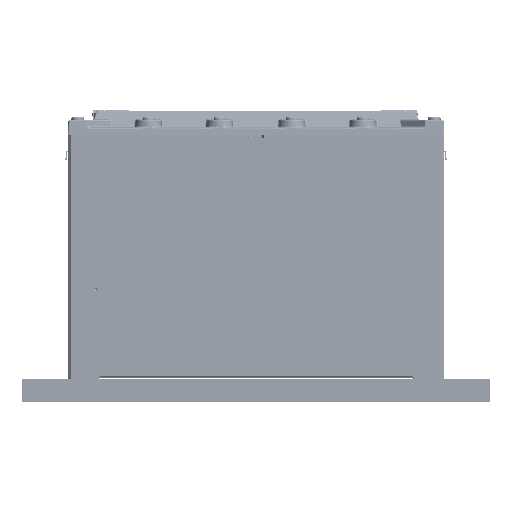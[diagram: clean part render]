
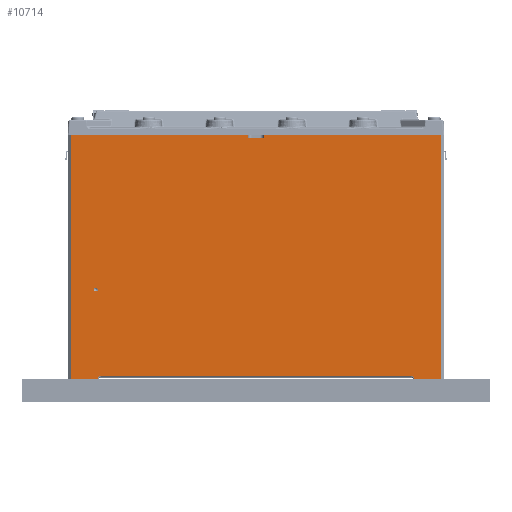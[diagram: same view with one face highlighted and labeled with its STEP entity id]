
A CAD part, left-side view. The second image highlights one B-rep face of the part: STEP entity #10714.
In plain terms, the highlighted planar face has unit normal (-1, 0, 0).
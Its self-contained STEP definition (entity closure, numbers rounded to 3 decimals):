
#779 = LINE ( 'NONE', #45698, #25188 ) ;
#1768 = VERTEX_POINT ( 'NONE', #38768 ) ;
#3716 = CIRCLE ( 'NONE', #19928, 5. ) ;
#3875 = DIRECTION ( 'NONE',  ( 0., -1., 0. ) ) ;
#4823 = CARTESIAN_POINT ( 'NONE',  ( -180., 236., -43. ) ) ;
#5989 = CARTESIAN_POINT ( 'NONE',  ( -180., 240., -312.5 ) ) ;
#6627 = ORIENTED_EDGE ( 'NONE', *, *, #89159, .F. ) ;
#7673 = VERTEX_POINT ( 'NONE', #60712 ) ;
#8301 = EDGE_CURVE ( 'NONE', #94575, #39100, #37156, .T. ) ;
#8862 = VERTEX_POINT ( 'NONE', #23875 ) ;
#10714 = ADVANCED_FACE ( 'NONE', ( #59791, #53987 ), #51431, .T. ) ;
#11960 = VERTEX_POINT ( 'NONE', #114195 ) ;
#12277 = DIRECTION ( 'NONE',  ( -1., 0., 0. ) ) ;
#12764 = VECTOR ( 'NONE', #71749, 1000. ) ;
#14452 = CARTESIAN_POINT ( 'NONE',  ( -180., -236., -43. ) ) ;
#14893 = LINE ( 'NONE', #76217, #60842 ) ;
#15134 = AXIS2_PLACEMENT_3D ( 'NONE', #67255, #12277, #76481 ) ;
#16792 = CARTESIAN_POINT ( 'NONE',  ( -180., 10., -5.5 ) ) ;
#16863 = LINE ( 'NONE', #60028, #114507 ) ;
#18407 = DIRECTION ( 'NONE',  ( 0., 0., 1. ) ) ;
#18911 = CARTESIAN_POINT ( 'NONE',  ( -180., -10., -5.5 ) ) ;
#19928 = AXIS2_PLACEMENT_3D ( 'NONE', #45194, #109446, #54416 ) ;
#21250 = DIRECTION ( 'NONE',  ( 0., 0., 1. ) ) ;
#21871 = CARTESIAN_POINT ( 'NONE',  ( -180., 203.958, -198.974 ) ) ;
#23677 = DIRECTION ( 'NONE',  ( 0., 0., 1. ) ) ;
#23875 = CARTESIAN_POINT ( 'NONE',  ( -180., 197., -308.5 ) ) ;
#24627 = DIRECTION ( 'NONE',  ( 0., -1., 0. ) ) ;
#25188 = VECTOR ( 'NONE', #18407, 1000. ) ;
#25830 = EDGE_CURVE ( 'NONE', #57763, #117907, #96003, .T. ) ;
#28095 = ORIENTED_EDGE ( 'NONE', *, *, #52782, .T. ) ;
#30625 = LINE ( 'NONE', #5989, #43568 ) ;
#31083 = DIRECTION ( 'NONE',  ( 0., 0., 1. ) ) ;
#32434 = VERTEX_POINT ( 'NONE', #75015 ) ;
#32737 = DIRECTION ( 'NONE',  ( 1., 0., 0. ) ) ;
#33248 = DIRECTION ( 'NONE',  ( 0., 1., 0. ) ) ;
#33865 = CARTESIAN_POINT ( 'NONE',  ( -180., 236., -2.5 ) ) ;
#37156 = LINE ( 'NONE', #16792, #12764 ) ;
#38768 = CARTESIAN_POINT ( 'NONE',  ( -180., 203.958, -196.474 ) ) ;
#39100 = VERTEX_POINT ( 'NONE', #18911 ) ;
#43568 = VECTOR ( 'NONE', #33248, 1000. ) ;
#44170 = ORIENTED_EDGE ( 'NONE', *, *, #54708, .T. ) ;
#44434 = VERTEX_POINT ( 'NONE', #69039 ) ;
#44554 = LINE ( 'NONE', #89327, #114934 ) ;
#45194 = CARTESIAN_POINT ( 'NONE',  ( -180., -197., -313.5 ) ) ;
#45672 = VECTOR ( 'NONE', #23677, 1000. ) ;
#45698 = CARTESIAN_POINT ( 'NONE',  ( -180., -10., -5.5 ) ) ;
#46439 = EDGE_CURVE ( 'NONE', #94575, #102713, #14893, .T. ) ;
#46712 = EDGE_CURVE ( 'NONE', #58880, #44434, #30625, .T. ) ;
#49185 = CIRCLE ( 'NONE', #15134, 2.5 ) ;
#51430 = LINE ( 'NONE', #14452, #45672 ) ;
#51431 = PLANE ( 'NONE',  #63396 ) ;
#51836 = DIRECTION ( 'NONE',  ( 0., 0., 1. ) ) ;
#52782 = EDGE_CURVE ( 'NONE', #8862, #7673, #55410, .T. ) ;
#53638 = ORIENTED_EDGE ( 'NONE', *, *, #77854, .F. ) ;
#53657 = CARTESIAN_POINT ( 'NONE',  ( -180., 10., -2.5 ) ) ;
#53987 = FACE_BOUND ( 'NONE', #54963, .T. ) ;
#54087 = CARTESIAN_POINT ( 'NONE',  ( -180., -236., -312.5 ) ) ;
#54416 = DIRECTION ( 'NONE',  ( 0., 0., 1. ) ) ;
#54708 = EDGE_CURVE ( 'NONE', #58880, #77805, #51430, .T. ) ;
#54963 = EDGE_LOOP ( 'NONE', ( #6627, #53638 ) ) ;
#55410 = LINE ( 'NONE', #91273, #76950 ) ;
#57763 = VERTEX_POINT ( 'NONE', #69247 ) ;
#58880 = VERTEX_POINT ( 'NONE', #54087 ) ;
#59791 = FACE_OUTER_BOUND ( 'NONE', #70456, .T. ) ;
#60028 = CARTESIAN_POINT ( 'NONE',  ( -180., 236., -2.5 ) ) ;
#60712 = CARTESIAN_POINT ( 'NONE',  ( -180., -197., -308.5 ) ) ;
#60842 = VECTOR ( 'NONE', #21250, 1000. ) ;
#63396 = AXIS2_PLACEMENT_3D ( 'NONE', #97568, #106844, #51836 ) ;
#66814 = ORIENTED_EDGE ( 'NONE', *, *, #25830, .T. ) ;
#67255 = CARTESIAN_POINT ( 'NONE',  ( -180., 203.958, -198.974 ) ) ;
#67648 = CIRCLE ( 'NONE', #82657, 5. ) ;
#68154 = ORIENTED_EDGE ( 'NONE', *, *, #84758, .F. ) ;
#68298 = EDGE_CURVE ( 'NONE', #11960, #77805, #16863, .T. ) ;
#69039 = CARTESIAN_POINT ( 'NONE',  ( -180., -201.899, -312.5 ) ) ;
#69247 = CARTESIAN_POINT ( 'NONE',  ( -180., 236., -2.5 ) ) ;
#69667 = VECTOR ( 'NONE', #24627, 1000. ) ;
#70456 = EDGE_LOOP ( 'NONE', ( #68154, #73186, #74421, #112690, #66814, #115047, #107089, #28095, #115992, #94653, #44170, #79051 ) ) ;
#71749 = DIRECTION ( 'NONE',  ( 0., -1., 0. ) ) ;
#73186 = ORIENTED_EDGE ( 'NONE', *, *, #8301, .F. ) ;
#74421 = ORIENTED_EDGE ( 'NONE', *, *, #46439, .T. ) ;
#75015 = CARTESIAN_POINT ( 'NONE',  ( -180., 203.958, -201.474 ) ) ;
#76217 = CARTESIAN_POINT ( 'NONE',  ( -180., 10., -5.5 ) ) ;
#76481 = DIRECTION ( 'NONE',  ( 0., 0., 1. ) ) ;
#76950 = VECTOR ( 'NONE', #90883, 1000. ) ;
#77805 = VERTEX_POINT ( 'NONE', #92944 ) ;
#77854 = EDGE_CURVE ( 'NONE', #32434, #1768, #49185, .T. ) ;
#79051 = ORIENTED_EDGE ( 'NONE', *, *, #68298, .F. ) ;
#79988 = CARTESIAN_POINT ( 'NONE',  ( -180., 201.899, -312.5 ) ) ;
#80089 = DIRECTION ( 'NONE',  ( 0., 1., 0. ) ) ;
#82657 = AXIS2_PLACEMENT_3D ( 'NONE', #87721, #32737, #96913 ) ;
#84758 = EDGE_CURVE ( 'NONE', #39100, #11960, #779, .T. ) ;
#86054 = DIRECTION ( 'NONE',  ( -1., 0., 0. ) ) ;
#87435 = DIRECTION ( 'NONE',  ( 0., 0., -1. ) ) ;
#87721 = CARTESIAN_POINT ( 'NONE',  ( -180., 197., -313.5 ) ) ;
#88713 = CARTESIAN_POINT ( 'NONE',  ( -180., 236., -312.5 ) ) ;
#88925 = EDGE_CURVE ( 'NONE', #106402, #117907, #44554, .T. ) ;
#89159 = EDGE_CURVE ( 'NONE', #1768, #32434, #97613, .T. ) ;
#89327 = CARTESIAN_POINT ( 'NONE',  ( -180., 240., -312.5 ) ) ;
#90883 = DIRECTION ( 'NONE',  ( 0., -1., 0. ) ) ;
#91273 = CARTESIAN_POINT ( 'NONE',  ( -180., -197., -308.5 ) ) ;
#92944 = CARTESIAN_POINT ( 'NONE',  ( -180., -236., -2.5 ) ) ;
#94575 = VERTEX_POINT ( 'NONE', #104543 ) ;
#94653 = ORIENTED_EDGE ( 'NONE', *, *, #46712, .F. ) ;
#96003 = LINE ( 'NONE', #4823, #117572 ) ;
#96913 = DIRECTION ( 'NONE',  ( 0., 0., 1. ) ) ;
#97568 = CARTESIAN_POINT ( 'NONE',  ( -180., 240., -43. ) ) ;
#97613 = CIRCLE ( 'NONE', #98454, 2.5 ) ;
#98454 = AXIS2_PLACEMENT_3D ( 'NONE', #21871, #86054, #31083 ) ;
#100355 = EDGE_CURVE ( 'NONE', #7673, #44434, #3716, .T. ) ;
#100679 = EDGE_CURVE ( 'NONE', #57763, #102713, #118499, .T. ) ;
#102713 = VERTEX_POINT ( 'NONE', #53657 ) ;
#104543 = CARTESIAN_POINT ( 'NONE',  ( -180., 10., -5.5 ) ) ;
#106402 = VERTEX_POINT ( 'NONE', #79988 ) ;
#106844 = DIRECTION ( 'NONE',  ( -1., 0., 0. ) ) ;
#107089 = ORIENTED_EDGE ( 'NONE', *, *, #113976, .T. ) ;
#109446 = DIRECTION ( 'NONE',  ( 1., 0., 0. ) ) ;
#112690 = ORIENTED_EDGE ( 'NONE', *, *, #100679, .F. ) ;
#113976 = EDGE_CURVE ( 'NONE', #106402, #8862, #67648, .T. ) ;
#114195 = CARTESIAN_POINT ( 'NONE',  ( -180., -10., -2.5 ) ) ;
#114507 = VECTOR ( 'NONE', #3875, 1000. ) ;
#114934 = VECTOR ( 'NONE', #80089, 1000. ) ;
#115047 = ORIENTED_EDGE ( 'NONE', *, *, #88925, .F. ) ;
#115992 = ORIENTED_EDGE ( 'NONE', *, *, #100355, .T. ) ;
#117572 = VECTOR ( 'NONE', #87435, 1000. ) ;
#117907 = VERTEX_POINT ( 'NONE', #88713 ) ;
#118499 = LINE ( 'NONE', #33865, #69667 ) ;
